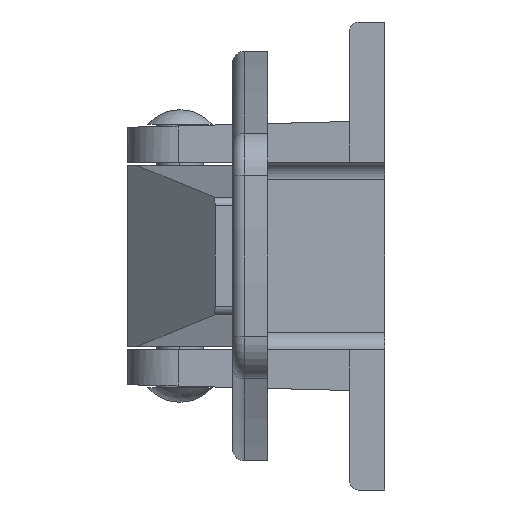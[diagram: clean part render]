
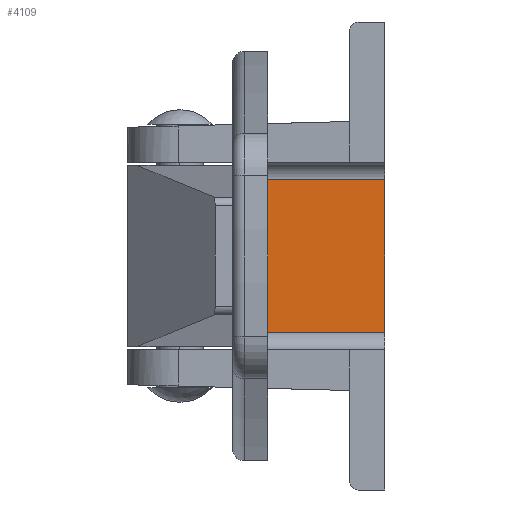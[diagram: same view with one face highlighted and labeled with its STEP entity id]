
A CAD part, left-side view. The second image highlights one B-rep face of the part: STEP entity #4109.
In plain terms, the highlighted planar face has unit normal (-1, 0, 0).
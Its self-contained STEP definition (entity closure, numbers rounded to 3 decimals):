
#479 = VECTOR ( 'NONE', #1828, 1000. ) ;
#762 = ORIENTED_EDGE ( 'NONE', *, *, #3202, .F. ) ;
#763 = ORIENTED_EDGE ( 'NONE', *, *, #4003, .F. ) ;
#764 = ORIENTED_EDGE ( 'NONE', *, *, #3201, .T. ) ;
#765 = ORIENTED_EDGE ( 'NONE', *, *, #3203, .T. ) ;
#859 = VECTOR ( 'NONE', #2615, 1000. ) ;
#860 = VECTOR ( 'NONE', #2618, 1000. ) ;
#861 = VECTOR ( 'NONE', #2621, 1000. ) ;
#991 = VERTEX_POINT ( 'NONE', #4462 ) ;
#1005 = VERTEX_POINT ( 'NONE', #4476 ) ;
#1030 = VERTEX_POINT ( 'NONE', #4501 ) ;
#1031 = VERTEX_POINT ( 'NONE', #4502 ) ;
#1186 = PLANE ( 'NONE',  #2463 ) ;
#1187 = CARTESIAN_POINT ( 'NONE',  ( -1.5, -35., -16. ) ) ;
#1188 = DIRECTION ( 'NONE',  ( 1., 0., 0. ) ) ;
#1189 = DIRECTION ( 'NONE',  ( 0., 0., -1. ) ) ;
#1826 = LINE ( 'NONE', #1827, #479 ) ;
#1827 = CARTESIAN_POINT ( 'NONE',  ( -1.5, -35., -16. ) ) ;
#1828 = DIRECTION ( 'NONE',  ( 0., 0., -1. ) ) ;
#2459 = FACE_OUTER_BOUND ( 'NONE', #3071, .T. ) ;
#2463 = AXIS2_PLACEMENT_3D ( 'NONE', #1187, #1188, #1189 ) ;
#2613 = LINE ( 'NONE', #2614, #859 ) ;
#2614 = CARTESIAN_POINT ( 'NONE',  ( -1.5, -13., 13. ) ) ;
#2615 = DIRECTION ( 'NONE',  ( 0., 1., 0. ) ) ;
#2616 = LINE ( 'NONE', #2617, #860 ) ;
#2617 = CARTESIAN_POINT ( 'NONE',  ( -1.5, -13., -16. ) ) ;
#2618 = DIRECTION ( 'NONE',  ( 0., 0., 1. ) ) ;
#2619 = LINE ( 'NONE', #2620, #861 ) ;
#2620 = CARTESIAN_POINT ( 'NONE',  ( -1.5, -35., -13. ) ) ;
#2621 = DIRECTION ( 'NONE',  ( 0., -1., 0. ) ) ;
#3071 = EDGE_LOOP ( 'NONE', ( #763, #764, #762, #765 ) ) ;
#3201 = EDGE_CURVE ( 'NONE', #1031, #991, #2613, .T. ) ;
#3202 = EDGE_CURVE ( 'NONE', #1005, #991, #2616, .T. ) ;
#3203 = EDGE_CURVE ( 'NONE', #1005, #1030, #2619, .T. ) ;
#4003 = EDGE_CURVE ( 'NONE', #1031, #1030, #1826, .T. ) ;
#4109 = ADVANCED_FACE ( 'NONE', ( #2459 ), #1186, .F. ) ;
#4462 = CARTESIAN_POINT ( 'NONE',  ( -1.5, -13., 13. ) ) ;
#4476 = CARTESIAN_POINT ( 'NONE',  ( -1.5, -13., -13. ) ) ;
#4501 = CARTESIAN_POINT ( 'NONE',  ( -1.5, -35., -13. ) ) ;
#4502 = CARTESIAN_POINT ( 'NONE',  ( -1.5, -35., 13. ) ) ;
